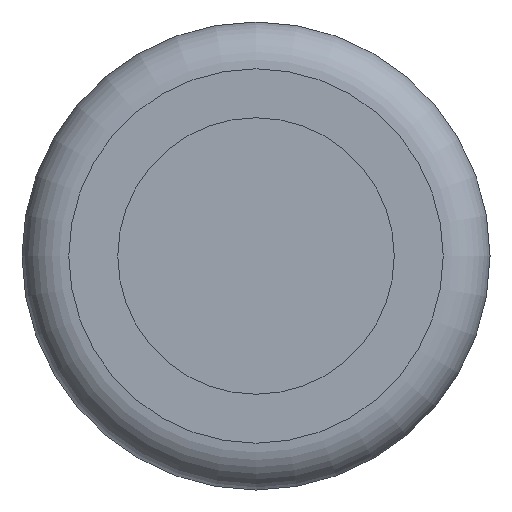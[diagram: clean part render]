
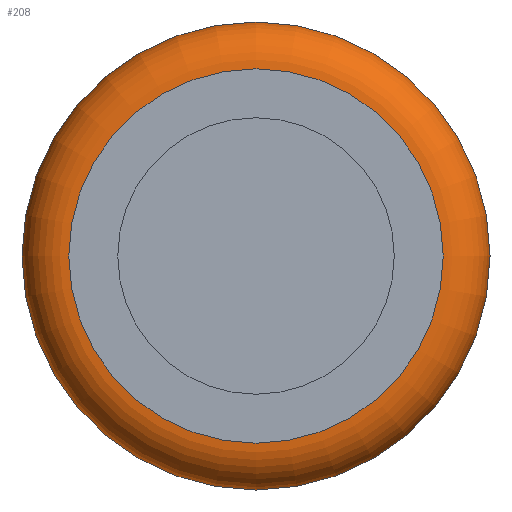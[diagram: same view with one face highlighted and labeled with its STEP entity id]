
A CAD part, front view. The second image highlights one B-rep face of the part: STEP entity #208.
In plain terms, the highlighted toroidal (fillet/blend) face has major radius 2.032 mm and minor radius 0.508 mm.
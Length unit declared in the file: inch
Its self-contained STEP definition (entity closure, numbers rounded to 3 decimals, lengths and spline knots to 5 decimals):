
#17=FACE_BOUND('',#53,.T.);
#23=CIRCLE('',#225,0.1);
#24=CIRCLE('',#226,0.08);
#29=TOROIDAL_SURFACE('',#224,0.08,0.02);
#38=FACE_OUTER_BOUND('',#52,.T.);
#52=EDGE_LOOP('',(#173));
#53=EDGE_LOOP('',(#174));
#113=VERTEX_POINT('',#336);
#114=VERTEX_POINT('',#338);
#137=EDGE_CURVE('',#113,#113,#23,.T.);
#138=EDGE_CURVE('',#114,#114,#24,.T.);
#173=ORIENTED_EDGE('',*,*,#137,.T.);
#174=ORIENTED_EDGE('',*,*,#138,.T.);
#208=ADVANCED_FACE('',(#38,#17),#29,.T.);
#224=AXIS2_PLACEMENT_3D('',#335,#271,#272);
#225=AXIS2_PLACEMENT_3D('',#337,#273,#274);
#226=AXIS2_PLACEMENT_3D('',#339,#275,#276);
#271=DIRECTION('center_axis',(0.,-1.,0.));
#272=DIRECTION('ref_axis',(0.,0.,-1.));
#273=DIRECTION('center_axis',(0.,-1.,0.));
#274=DIRECTION('ref_axis',(-1.,0.,0.));
#275=DIRECTION('center_axis',(0.,1.,0.));
#276=DIRECTION('ref_axis',(-1.,0.,0.));
#335=CARTESIAN_POINT('Origin',(0.,0.51213,0.));
#336=CARTESIAN_POINT('',(0.1,0.51213,0.));
#337=CARTESIAN_POINT('Origin',(0.,0.51213,0.));
#338=CARTESIAN_POINT('',(0.08,0.49213,0.));
#339=CARTESIAN_POINT('Origin',(0.,0.49213,0.));
